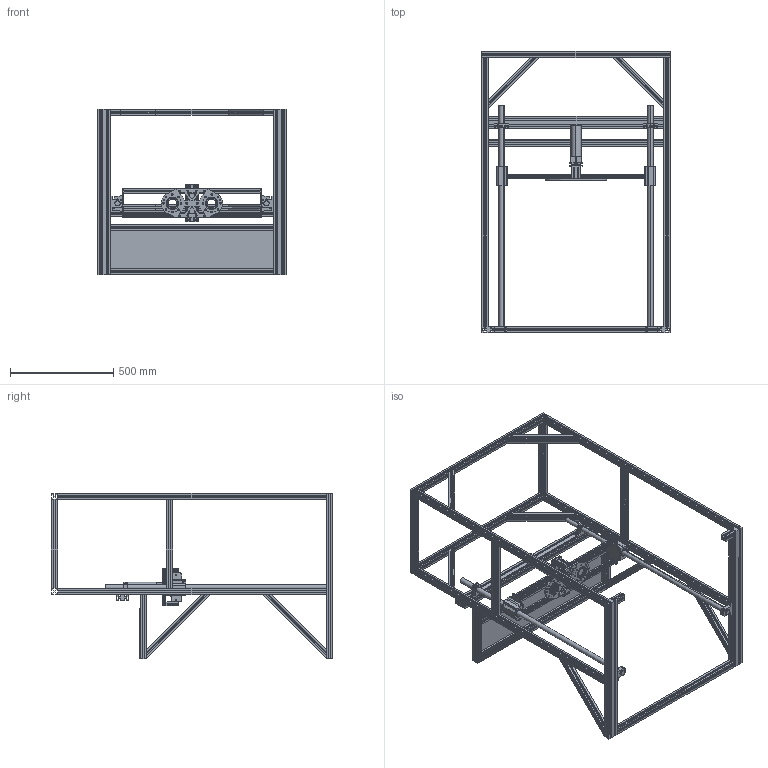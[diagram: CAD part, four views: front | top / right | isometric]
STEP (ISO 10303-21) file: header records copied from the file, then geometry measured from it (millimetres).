
FILE_DESCRIPTION (( 'STEP AP214' ), '1' );
FILE_NAME ('V2_Test_Bed(STOB_V3).STEP', '2026-01-22T07:50:25', ( '' ), ( '' ), 'SwSTEP 2.0', 'SolidWorks 2025', '' );
FILE_SCHEMA (( 'AUTOMOTIVE_DESIGN' ));
Length unit declared in the file: millimetre
Products named in the file (28): 30x30x80; E-LB25DUU; 30x30x1300(b); C-SHA25; E-LBHN25D_b; BOLT6-20; E-LBHN25D; 30x30x430; 15x60x180; 30x30x280; 연결; 30x30x700; 40x20x160; 30x60x910; 30x30x1300; 30x30x900; 30x30x790; V2_Test_Bed(STOB_V3); 30x60x850; C-SHA25_b; 30x30x850; 30x30x910; 20x20x644; 블랙 포맥스(5T); LH-RRING-C-INT-S-40; platebar; Body_49.Body_hip_Connect; Shaft(25mm)
Assembly tree (52 placements, depth 3):
  V2_Test_Bed(STOB_V3)
    30x60x850  x2
    30x30x790
    30x30x1300  x2
    30x60x910
    C-SHA25  x4
      C-SHA25_b
      BOLT6-20
    Shaft(25mm)  x2
    E-LBHN25D  x2
      E-LBHN25D_b
      LH-RRING-C-INT-S-40
      E-LB25DUU
    20x20x644  x2
    연결  x2
    platebar
    40x20x160  x2
    15x60x180
    30x30x910  x2
    30x30x280  x2
    30x30x850  x2
    30x30x700  x4
    30x30x80  x2
    30x30x1300(b)  x2
    30x30x430  x4
    30x30x900  x4
    블랙 포맥스(5T)
    Body_49.Body_hip_Connect
Bounding box: 910 x 1360 x 800 mm (x, y, z)
Volume: 13954543 mm3; surface area: 5646094.3 mm2
Topology: 56 solids, 56 shells, 2849 faces, 7817 edges, 5084 vertices
Faces by surface type: plane 1911, cylinder 652, cone 278, torus 8
Entity records: 52182 total; most frequent: CARTESIAN_POINT 11646, ORIENTED_EDGE 8286, DIRECTION 8135, EDGE_CURVE 4143, VECTOR 3051, LINE 3051, VERTEX_POINT 2661, AXIS2_PLACEMENT_3D 2542
